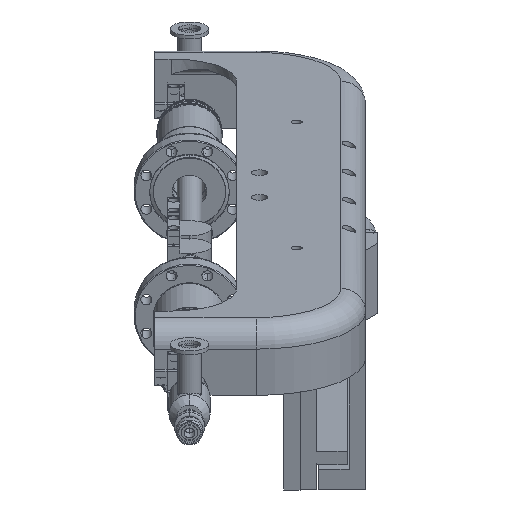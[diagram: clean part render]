
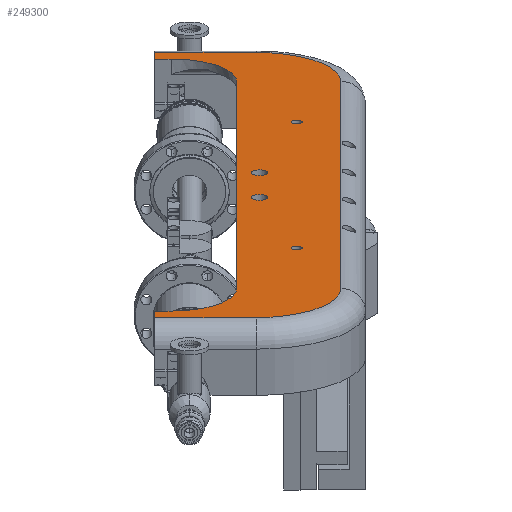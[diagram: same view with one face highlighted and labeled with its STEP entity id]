
A CAD part, front view. The second image highlights one B-rep face of the part: STEP entity #249300.
In plain terms, the highlighted face is planar.
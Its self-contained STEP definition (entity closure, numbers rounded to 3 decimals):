
#203750=CARTESIAN_POINT('',(370.236,184.15,
640.515));
#203760=VERTEX_POINT('',#203750);
#203790=CARTESIAN_POINT('',(0.,184.15,640.515));
#203800=DIRECTION('',(1.,0.,0.));
#203810=VECTOR('',#203800,1.);
#203820=LINE('',#203790,#203810);
#203830=CARTESIAN_POINT('',(382.873,184.15,
640.515));
#203840=VERTEX_POINT('',#203830);
#203850=EDGE_CURVE('',#203760,#203840,#203820,.T.);
#223190=CARTESIAN_POINT('',(382.873,198.882,
640.515));
#223200=VERTEX_POINT('',#223190);
#223230=CARTESIAN_POINT('',(0.,198.882,
640.515));
#223240=DIRECTION('',(1.,0.,0.));
#223250=VECTOR('',#223240,1.);
#223260=LINE('',#223230,#223250);
#223270=CARTESIAN_POINT('',(304.26,198.882,
640.515));
#223280=VERTEX_POINT('',#223270);
#223290=EDGE_CURVE('',#223280,#223200,#223260,.T.);
#223460=CARTESIAN_POINT('',(304.26,133.35,
640.515));
#223470=DIRECTION('',(0.,0.,1.));
#223480=DIRECTION('',(1.,0.,0.));
#223490=AXIS2_PLACEMENT_3D('',#223460,#223470,#223480);
#223500=CIRCLE('',#223490,65.532);
#223510=CARTESIAN_POINT('',(238.728,133.35,
640.515));
#223520=VERTEX_POINT('',#223510);
#223530=EDGE_CURVE('',#223280,#223520,#223500,.T.);
#236270=CARTESIAN_POINT('',(319.436,0.,640.515));
#236280=DIRECTION('',(0.,1.,0.));
#236290=VECTOR('',#236280,1.);
#236300=LINE('',#236270,#236290);
#236310=CARTESIAN_POINT('',(319.436,-335.28,
640.515));
#236320=VERTEX_POINT('',#236310);
#236330=CARTESIAN_POINT('',(319.436,133.35,
640.515));
#236340=VERTEX_POINT('',#236330);
#236350=EDGE_CURVE('',#236320,#236340,#236300,.T.);
#240360=CARTESIAN_POINT('',(382.873,-400.812,
640.515));
#240370=VERTEX_POINT('',#240360);
#240420=CARTESIAN_POINT('',(382.873,0.,640.515));
#240430=DIRECTION('',(0.,-1.,0.));
#240440=VECTOR('',#240430,1.);
#240450=LINE('',#240420,#240440);
#240460=CARTESIAN_POINT('',(382.873,-386.08,
640.515));
#240470=VERTEX_POINT('',#240460);
#240480=EDGE_CURVE('',#240470,#240370,#240450,.T.);
#241900=CARTESIAN_POINT('',(0.,-386.08,640.515));
#241910=DIRECTION('',(1.,0.,0.));
#241920=VECTOR('',#241910,1.);
#241930=LINE('',#241900,#241920);
#241940=CARTESIAN_POINT('',(370.236,-386.08,
640.515));
#241950=VERTEX_POINT('',#241940);
#241960=EDGE_CURVE('',#241950,#240470,#241930,.T.);
#242690=CARTESIAN_POINT('',(370.236,-335.28,
640.515));
#242700=DIRECTION('',(0.,0.,1.));
#242710=DIRECTION('',(0.,1.,0.));
#242720=AXIS2_PLACEMENT_3D('',#242690,#242700,#242710);
#242730=CIRCLE('',#242720,50.8);
#242740=EDGE_CURVE('',#236320,#241950,#242730,.T.);
#245550=CARTESIAN_POINT('',(238.727,-335.28,
640.515));
#245560=VERTEX_POINT('',#245550);
#245590=CARTESIAN_POINT('',(304.259,-335.28,
640.515));
#245600=DIRECTION('',(0.,0.,1.));
#245610=DIRECTION('',(0.,1.,0.));
#245620=AXIS2_PLACEMENT_3D('',#245590,#245600,#245610);
#245630=CIRCLE('',#245620,65.532);
#245640=CARTESIAN_POINT('',(304.259,-400.812,
640.515));
#245650=VERTEX_POINT('',#245640);
#245660=EDGE_CURVE('',#245560,#245650,#245630,.T.);
#245850=CARTESIAN_POINT('',(0.,-400.812,
640.515));
#245860=DIRECTION('',(1.,0.,0.));
#245870=VECTOR('',#245860,1.);
#245880=LINE('',#245850,#245870);
#245890=EDGE_CURVE('',#245650,#240370,#245880,.T.);
#246890=CARTESIAN_POINT('',(370.236,133.35,
640.515));
#246900=DIRECTION('',(0.,0.,1.));
#246910=DIRECTION('',(1.,0.,0.));
#246920=AXIS2_PLACEMENT_3D('',#246890,#246900,#246910);
#246930=CIRCLE('',#246920,50.8);
#246940=EDGE_CURVE('',#203760,#236340,#246930,.T.);
#248280=CARTESIAN_POINT('',(268.827,-243.459,
640.515));
#248290=VERTEX_POINT('',#248280);
#248320=CARTESIAN_POINT('',(273.018,-243.459,
640.515));
#248330=DIRECTION('',(0.,0.,-1.));
#248340=DIRECTION('',(1.,0.,0.));
#248350=AXIS2_PLACEMENT_3D('',#248320,#248330,#248340);
#248360=CIRCLE('',#248350,4.191);
#248370=CARTESIAN_POINT('',(277.209,-243.459,
640.515));
#248380=VERTEX_POINT('',#248370);
#248390=EDGE_CURVE('',#248290,#248380,#248360,.T.);
#248510=CARTESIAN_POINT('',(312.924,-415.594,
640.515));
#248520=DIRECTION('',(0.,0.,1.));
#248530=DIRECTION('',(0.,-1.,0.));
#248540=AXIS2_PLACEMENT_3D('',#248510,#248520,#248530);
#248550=PLANE('',#248540);
#248560=ORIENTED_EDGE('',*,*,#223530,.T.);
#248570=ORIENTED_EDGE('',*,*,#223290,.F.);
#248580=CARTESIAN_POINT('',(382.873,0.,640.515));
#248590=DIRECTION('',(0.,-1.,0.));
#248600=VECTOR('',#248590,1.);
#248610=LINE('',#248580,#248600);
#248620=EDGE_CURVE('',#223200,#203840,#248610,.T.);
#248630=ORIENTED_EDGE('',*,*,#248620,.F.);
#248640=ORIENTED_EDGE('',*,*,#203850,.T.);
#248650=ORIENTED_EDGE('',*,*,#246940,.F.);
#248660=ORIENTED_EDGE('',*,*,#236350,.T.);
#248670=ORIENTED_EDGE('',*,*,#242740,.F.);
#248680=ORIENTED_EDGE('',*,*,#241960,.F.);
#248690=ORIENTED_EDGE('',*,*,#240480,.F.);
#248700=ORIENTED_EDGE('',*,*,#245890,.T.);
#248710=ORIENTED_EDGE('',*,*,#245660,.T.);
#248720=CARTESIAN_POINT('',(238.728,0.,
640.515));
#248730=DIRECTION('',(0.,-1.,0.));
#248740=VECTOR('',#248730,1.);
#248750=LINE('',#248720,#248740);
#248760=EDGE_CURVE('',#223520,#245560,#248750,.T.);
#248770=ORIENTED_EDGE('',*,*,#248760,.T.);
#248780=EDGE_LOOP('',(#248770,#248710,#248700,#248690,#248680,#248670,
#248660,#248650,#248640,#248630,#248570,#248560));
#248790=FACE_OUTER_BOUND('',#248780,.T.);
#248800=CARTESIAN_POINT('',(301.72,-128.905,
640.515));
#248810=DIRECTION('',(0.,0.,-1.));
#248820=DIRECTION('',(1.,0.,0.));
#248830=AXIS2_PLACEMENT_3D('',#248800,#248810,#248820);
#248840=CIRCLE('',#248830,6.35);
#248850=CARTESIAN_POINT('',(308.07,-128.905,
640.515));
#248860=VERTEX_POINT('',#248850);
#248870=CARTESIAN_POINT('',(295.37,-128.905,
640.515));
#248880=VERTEX_POINT('',#248870);
#248890=EDGE_CURVE('',#248860,#248880,#248840,.T.);
#248900=ORIENTED_EDGE('',*,*,#248890,.T.);
#248910=EDGE_CURVE('',#248880,#248860,#248840,.T.);
#248920=ORIENTED_EDGE('',*,*,#248910,.T.);
#248930=EDGE_LOOP('',(#248920,#248900));
#248940=FACE_BOUND('',#248930,.T.);
#248950=EDGE_CURVE('',#248380,#248290,#248360,.T.);
#248960=ORIENTED_EDGE('',*,*,#248950,.T.);
#248970=ORIENTED_EDGE('',*,*,#248390,.T.);
#248980=EDGE_LOOP('',(#248970,#248960));
#248990=FACE_BOUND('',#248980,.T.);
#249000=CARTESIAN_POINT('',(301.72,-73.025,
640.515));
#249010=DIRECTION('',(0.,0.,1.));
#249020=DIRECTION('',(1.,0.,0.));
#249030=AXIS2_PLACEMENT_3D('',#249000,#249010,#249020);
#249040=CIRCLE('',#249030,6.35);
#249050=CARTESIAN_POINT('',(308.07,-73.025,
640.515));
#249060=VERTEX_POINT('',#249050);
#249070=CARTESIAN_POINT('',(295.37,-73.025,
640.515));
#249080=VERTEX_POINT('',#249070);
#249090=EDGE_CURVE('',#249060,#249080,#249040,.T.);
#249100=ORIENTED_EDGE('',*,*,#249090,.F.);
#249110=EDGE_CURVE('',#249080,#249060,#249040,.T.);
#249120=ORIENTED_EDGE('',*,*,#249110,.F.);
#249130=EDGE_LOOP('',(#249120,#249100));
#249140=FACE_BOUND('',#249130,.T.);
#249150=CARTESIAN_POINT('',(273.018,41.529,
640.515));
#249160=DIRECTION('',(0.,0.,1.));
#249170=DIRECTION('',(1.,0.,0.));
#249180=AXIS2_PLACEMENT_3D('',#249150,#249160,#249170);
#249190=CIRCLE('',#249180,4.191);
#249200=CARTESIAN_POINT('',(277.209,41.529,
640.515));
#249210=VERTEX_POINT('',#249200);
#249220=CARTESIAN_POINT('',(268.827,41.529,
640.515));
#249230=VERTEX_POINT('',#249220);
#249240=EDGE_CURVE('',#249210,#249230,#249190,.T.);
#249250=ORIENTED_EDGE('',*,*,#249240,.F.);
#249260=EDGE_CURVE('',#249230,#249210,#249190,.T.);
#249270=ORIENTED_EDGE('',*,*,#249260,.F.);
#249280=EDGE_LOOP('',(#249270,#249250));
#249290=FACE_BOUND('',#249280,.T.);
#249300=ADVANCED_FACE('',(#248790,#248940,#248990,#249140,#249290),
#248550,.T.);
